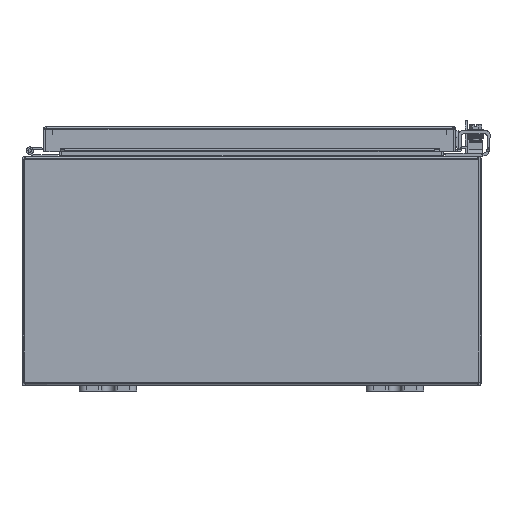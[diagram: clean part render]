
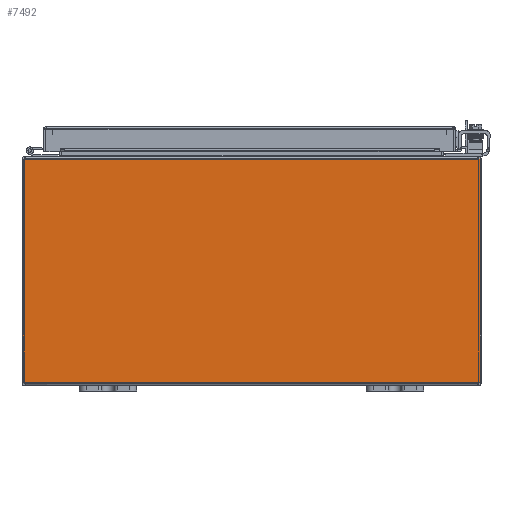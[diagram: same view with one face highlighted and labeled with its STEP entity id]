
A CAD part, front view. The second image highlights one B-rep face of the part: STEP entity #7492.
In plain terms, the highlighted planar face has unit normal (0, -1, 0).
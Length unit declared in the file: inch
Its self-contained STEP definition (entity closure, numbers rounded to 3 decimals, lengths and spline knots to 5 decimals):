
#6037=CARTESIAN_POINT('',(7.91495,-12.,7.89475));
#6038=VERTEX_POINT('',#6037);
#6067=CARTESIAN_POINT('',(-7.91495,-12.,7.89475));
#6068=VERTEX_POINT('',#6067);
#6082=CARTESIAN_POINT('',(7.91495,-12.,7.89475));
#6083=DIRECTION('',(-1.0,0.0,0.0));
#6084=VECTOR('',#6083,15.8299);
#6085=LINE('',#6082,#6084);
#6086=EDGE_CURVE('',#6038,#6068,#6085,.T.);
#6411=CARTESIAN_POINT('',(-7.963,-12.,7.89475));
#6412=VERTEX_POINT('',#6411);
#6419=CARTESIAN_POINT('',(-7.91495,-12.,7.89475));
#6420=DIRECTION('',(-1.0,0.0,0.0));
#6421=VECTOR('',#6420,0.04805);
#6422=LINE('',#6419,#6421);
#6423=EDGE_CURVE('',#6068,#6412,#6422,.T.);
#6589=CARTESIAN_POINT('',(7.963,-12.,7.89475));
#6590=VERTEX_POINT('',#6589);
#6591=CARTESIAN_POINT('',(7.963,-12.,7.89475));
#6592=DIRECTION('',(-1.0,0.0,0.0));
#6593=VECTOR('',#6592,0.04805);
#6594=LINE('',#6591,#6593);
#6595=EDGE_CURVE('',#6590,#6038,#6594,.T.);
#6620=CARTESIAN_POINT('',(7.963,-12.0,0.12745));
#6621=VERTEX_POINT('',#6620);
#6622=CARTESIAN_POINT('',(7.963,-12.,7.89475));
#6623=DIRECTION('',(0.0,0.0,-1.0));
#6624=VECTOR('',#6623,7.7673);
#6625=LINE('',#6622,#6624);
#6626=EDGE_CURVE('',#6590,#6621,#6625,.T.);
#7424=CARTESIAN_POINT('',(-7.88277,-12.0,0.10525));
#7425=VERTEX_POINT('',#7424);
#7432=CARTESIAN_POINT('',(-7.963,-12.,0.12745));
#7433=VERTEX_POINT('',#7432);
#7434=CARTESIAN_POINT('',(-7.93789,-12.0,0.06211));
#7435=DIRECTION('',(0.0,1.0,0.0));
#7436=DIRECTION('',(1.0,0.0,0.0));
#7437=AXIS2_PLACEMENT_3D('',#7434,#7435,#7436);
#7438=CIRCLE('',#7437,0.07);
#7439=EDGE_CURVE('',#7433,#7425,#7438,.T.);
#7459=CARTESIAN_POINT('',(0.,-12.,4.00948));
#7460=DIRECTION('',(0.0,1.0,0.0));
#7461=DIRECTION('',(1.0,0.0,0.0));
#7462=AXIS2_PLACEMENT_3D('',#7459,#7460,#7461);
#7463=PLANE('',#7462);
#7464=ORIENTED_EDGE('',*,*,#6595,.T.);
#7465=ORIENTED_EDGE('',*,*,#6086,.T.);
#7466=ORIENTED_EDGE('',*,*,#6423,.T.);
#7467=CARTESIAN_POINT('',(-7.963,-12.,0.12745));
#7468=DIRECTION('',(0.0,0.0,1.0));
#7469=VECTOR('',#7468,7.7673);
#7470=LINE('',#7467,#7469);
#7471=EDGE_CURVE('',#7433,#6412,#7470,.T.);
#7472=ORIENTED_EDGE('',*,*,#7471,.F.);
#7473=ORIENTED_EDGE('',*,*,#7439,.T.);
#7474=CARTESIAN_POINT('',(7.88277,-12.0,0.10525));
#7475=VERTEX_POINT('',#7474);
#7476=CARTESIAN_POINT('',(-7.88277,-12.,0.10525));
#7477=DIRECTION('',(1.0,0.0,0.0));
#7478=VECTOR('',#7477,15.76553);
#7479=LINE('',#7476,#7478);
#7480=EDGE_CURVE('',#7425,#7475,#7479,.T.);
#7481=ORIENTED_EDGE('',*,*,#7480,.T.);
#7482=CARTESIAN_POINT('',(7.93789,-12.0,0.06211));
#7483=DIRECTION('',(0.0,1.0,0.0));
#7484=DIRECTION('',(1.0,0.0,0.0));
#7485=AXIS2_PLACEMENT_3D('',#7482,#7483,#7484);
#7486=CIRCLE('',#7485,0.07);
#7487=EDGE_CURVE('',#7475,#6621,#7486,.T.);
#7488=ORIENTED_EDGE('',*,*,#7487,.T.);
#7489=ORIENTED_EDGE('',*,*,#6626,.F.);
#7490=EDGE_LOOP('',(#7464,#7465,#7466,#7472,#7473,#7481,#7488,#7489));
#7491=FACE_OUTER_BOUND('',#7490,.T.);
#7492=ADVANCED_FACE('',(#7491),#7463,.F.);
